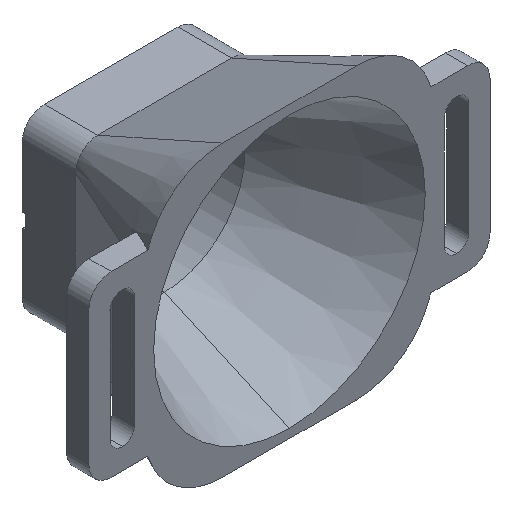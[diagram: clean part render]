
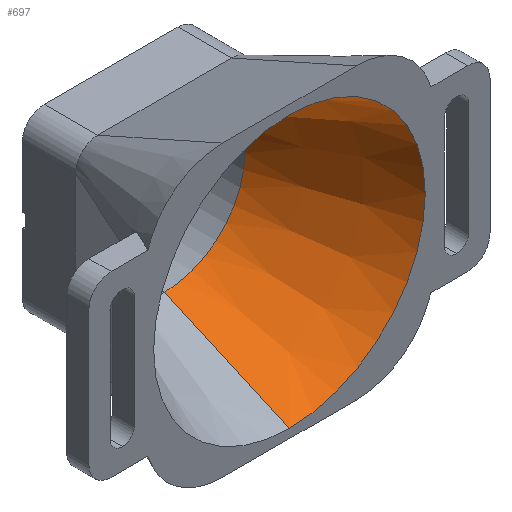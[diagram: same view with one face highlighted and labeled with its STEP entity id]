
A CAD part, isometric view. The second image highlights one B-rep face of the part: STEP entity #697.
In plain terms, the highlighted conical face has half-angle 24 degrees and reference radius 22.86 mm.
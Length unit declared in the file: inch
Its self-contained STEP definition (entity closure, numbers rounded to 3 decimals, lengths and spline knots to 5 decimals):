
#4 = LINE ( 'NONE', #163, #1375 ) ;
#49 = DIRECTION ( 'NONE',  ( 0., 1., 0. ) ) ;
#163 = CARTESIAN_POINT ( 'NONE',  ( 0., -0.6, 0.9 ) ) ;
#167 = AXIS2_PLACEMENT_3D ( 'NONE', #1615, #1122, #694 ) ;
#341 = DIRECTION ( 'NONE',  ( 0., 0., 1. ) ) ;
#368 = DIRECTION ( 'NONE',  ( 0., 0., 1. ) ) ;
#573 = ORIENTED_EDGE ( 'NONE', *, *, #1731, .T. ) ;
#614 = CARTESIAN_POINT ( 'NONE',  ( 0., -0.6, -0.9 ) ) ;
#654 = CIRCLE ( 'NONE', #1714, 1.52332 ) ;
#694 = DIRECTION ( 'NONE',  ( 0., 0., 1. ) ) ;
#697 = ADVANCED_FACE ( 'NONE', ( #1141 ), #1493, .F. ) ;
#743 = DIRECTION ( 'NONE',  ( 0., -0.914, 0.407 ) ) ;
#799 = CARTESIAN_POINT ( 'NONE',  ( 0., -2., -1.52332 ) ) ;
#820 = CARTESIAN_POINT ( 'NONE',  ( 0., -2., 1.52332 ) ) ;
#821 = EDGE_CURVE ( 'NONE', #1030, #939, #654, .T. ) ;
#882 = VERTEX_POINT ( 'NONE', #614 ) ;
#884 = EDGE_CURVE ( 'NONE', #882, #1030, #1651, .T. ) ;
#894 = VECTOR ( 'NONE', #1064, 39.37008 ) ;
#939 = VERTEX_POINT ( 'NONE', #820 ) ;
#965 = ORIENTED_EDGE ( 'NONE', *, *, #884, .T. ) ;
#1030 = VERTEX_POINT ( 'NONE', #799 ) ;
#1040 = ORIENTED_EDGE ( 'NONE', *, *, #821, .T. ) ;
#1041 = CARTESIAN_POINT ( 'NONE',  ( 0., -0.6, 0. ) ) ;
#1064 = DIRECTION ( 'NONE',  ( 0., -0.914, -0.407 ) ) ;
#1122 = DIRECTION ( 'NONE',  ( 0., -1., 0. ) ) ;
#1127 = EDGE_CURVE ( 'NONE', #1195, #939, #4, .T. ) ;
#1141 = FACE_OUTER_BOUND ( 'NONE', #1483, .T. ) ;
#1195 = VERTEX_POINT ( 'NONE', #1448 ) ;
#1218 = CARTESIAN_POINT ( 'NONE',  ( 0., -0.6, -0.9 ) ) ;
#1249 = AXIS2_PLACEMENT_3D ( 'NONE', #1041, #49, #341 ) ;
#1350 = DIRECTION ( 'NONE',  ( 0., -1., 0. ) ) ;
#1375 = VECTOR ( 'NONE', #743, 39.37008 ) ;
#1448 = CARTESIAN_POINT ( 'NONE',  ( 0., -0.6, 0.9 ) ) ;
#1483 = EDGE_LOOP ( 'NONE', ( #573, #965, #1040, #1619 ) ) ;
#1484 = CARTESIAN_POINT ( 'NONE',  ( 0., -2., 0. ) ) ;
#1493 = CONICAL_SURFACE ( 'NONE', #167, 0.9, 0.419 ) ;
#1525 = CIRCLE ( 'NONE', #1249, 0.9 ) ;
#1615 = CARTESIAN_POINT ( 'NONE',  ( 0., -0.6, 0. ) ) ;
#1619 = ORIENTED_EDGE ( 'NONE', *, *, #1127, .F. ) ;
#1651 = LINE ( 'NONE', #1218, #894 ) ;
#1714 = AXIS2_PLACEMENT_3D ( 'NONE', #1484, #1350, #368 ) ;
#1731 = EDGE_CURVE ( 'NONE', #1195, #882, #1525, .T. ) ;
